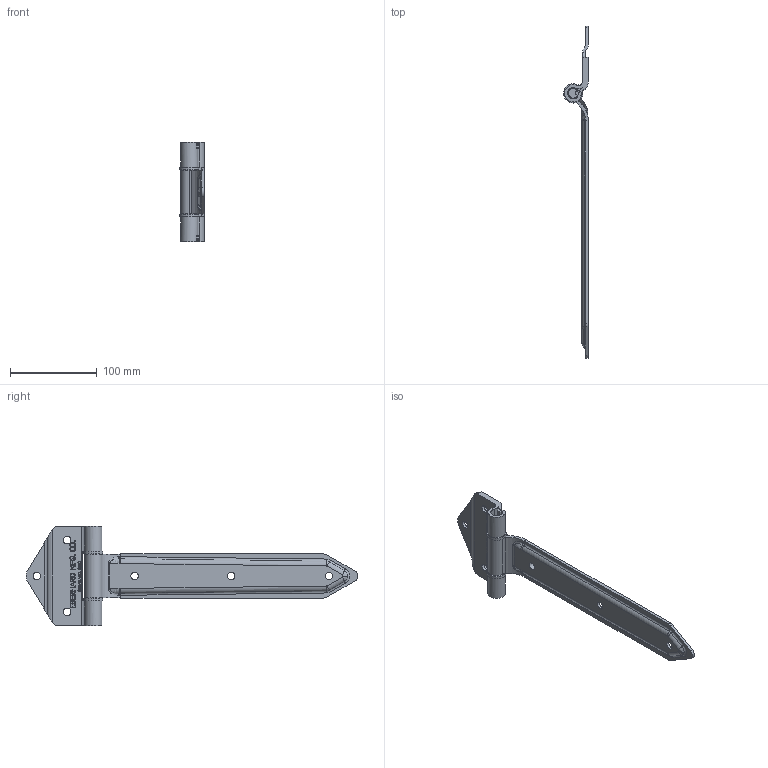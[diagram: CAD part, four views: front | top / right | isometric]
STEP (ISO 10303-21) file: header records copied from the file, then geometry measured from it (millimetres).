
FILE_DESCRIPTION((''),'2;1');
FILE_NAME('5870-X.stp','2013-08-30T11:23:37',('fredp'),(''),'Autodesk Inventor 2013','Autodesk Inventor 2013','');
FILE_SCHEMA(('AUTOMOTIVE_DESIGN { 1 0 10303 214 1 1 1 1 }'));
Length unit declared in the file: inch
Products named in the file (1): 5870-X
Bounding box: 28.59 x 382.33 x 114.3 mm (x, y, z)
Volume: 123617.5 mm3; surface area: 66198.8 mm2
Topology: 5 solids, 5 shells, 599 faces, 1607 edges, 1051 vertices
Faces by surface type: plane 326, bspline 165, cylinder 92, sphere 8, torus 6, cone 2
Full cylindrical faces by diameter (mm): 8.738 x6, 11.125 x2, 12.7 x1, 13.462 x2, 22.225 x2
Entity records: 20804 total; most frequent: CARTESIAN_POINT 6335, ORIENTED_EDGE 3152, DIRECTION 2315, EDGE_CURVE 1576, VERTEX_POINT 1041, VECTOR 1029, LINE 1029, EDGE_LOOP 679
